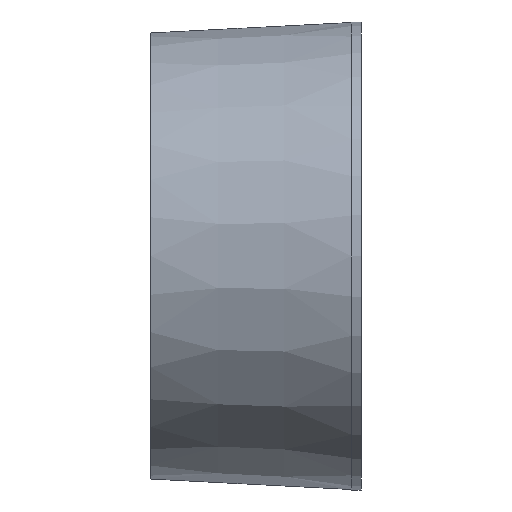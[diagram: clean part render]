
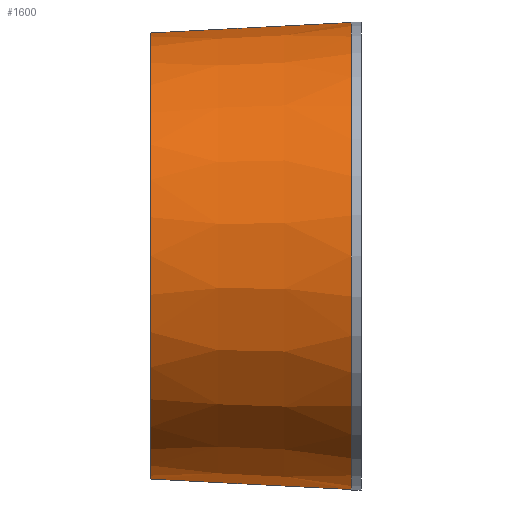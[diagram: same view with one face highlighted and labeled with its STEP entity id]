
A CAD part, left-side view. The second image highlights one B-rep face of the part: STEP entity #1600.
In plain terms, the highlighted conical face has half-angle 3 degrees and reference radius 45 mm.
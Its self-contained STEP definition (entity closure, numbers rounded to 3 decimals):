
#107 = ORIENTED_EDGE ( 'NONE', *, *, #1820, .F. ) ;
#148 = VERTEX_POINT ( 'NONE', #2200 ) ;
#158 = DIRECTION ( 'NONE',  ( 0., 0., 1. ) ) ;
#162 = LINE ( 'NONE', #800, #1949 ) ;
#313 = EDGE_LOOP ( 'NONE', ( #107, #1856, #2270, #1892 ) ) ;
#344 = FACE_OUTER_BOUND ( 'NONE', #313, .T. ) ;
#528 = CIRCLE ( 'NONE', #2359, 45. ) ;
#678 = DIRECTION ( 'NONE',  ( 0., 1., 0. ) ) ;
#800 = CARTESIAN_POINT ( 'NONE',  ( 0., 42.5, -45. ) ) ;
#985 = CARTESIAN_POINT ( 'NONE',  ( 0., 2., 0. ) ) ;
#1048 = VERTEX_POINT ( 'NONE', #2132 ) ;
#1131 = DIRECTION ( 'NONE',  ( 0., -0.999, 0.052 ) ) ;
#1142 = CARTESIAN_POINT ( 'NONE',  ( 0., 42.5, 0. ) ) ;
#1148 = DIRECTION ( 'NONE',  ( 0., -1., 0. ) ) ;
#1191 = EDGE_CURVE ( 'NONE', #1751, #1615, #162, .T. ) ;
#1210 = EDGE_CURVE ( 'NONE', #148, #1048, #1571, .T. ) ;
#1420 = CIRCLE ( 'NONE', #2361, 47.123 ) ;
#1513 = CARTESIAN_POINT ( 'NONE',  ( 0., 42.5, 0. ) ) ;
#1571 = LINE ( 'NONE', #2348, #2024 ) ;
#1600 = ADVANCED_FACE ( 'NONE', ( #344 ), #1832, .T. ) ;
#1615 = VERTEX_POINT ( 'NONE', #1626 ) ;
#1626 = CARTESIAN_POINT ( 'NONE',  ( 0., 2., -47.123 ) ) ;
#1751 = VERTEX_POINT ( 'NONE', #1865 ) ;
#1820 = EDGE_CURVE ( 'NONE', #1751, #148, #528, .T. ) ;
#1832 = CONICAL_SURFACE ( 'NONE', #2231, 45., 0.052 ) ;
#1856 = ORIENTED_EDGE ( 'NONE', *, *, #1191, .T. ) ;
#1865 = CARTESIAN_POINT ( 'NONE',  ( 0., 42.5, -45. ) ) ;
#1883 = DIRECTION ( 'NONE',  ( 0., 0., 1. ) ) ;
#1892 = ORIENTED_EDGE ( 'NONE', *, *, #1210, .F. ) ;
#1937 = DIRECTION ( 'NONE',  ( 0., -1., 0. ) ) ;
#1949 = VECTOR ( 'NONE', #2320, 1000. ) ;
#2024 = VECTOR ( 'NONE', #1131, 1000. ) ;
#2029 = EDGE_CURVE ( 'NONE', #1048, #1615, #1420, .T. ) ;
#2132 = CARTESIAN_POINT ( 'NONE',  ( 0., 2., 47.123 ) ) ;
#2200 = CARTESIAN_POINT ( 'NONE',  ( 0., 42.5, 45. ) ) ;
#2231 = AXIS2_PLACEMENT_3D ( 'NONE', #1142, #1937, #158 ) ;
#2270 = ORIENTED_EDGE ( 'NONE', *, *, #2029, .F. ) ;
#2320 = DIRECTION ( 'NONE',  ( 0., -0.999, -0.052 ) ) ;
#2348 = CARTESIAN_POINT ( 'NONE',  ( 0., 42.5, 45. ) ) ;
#2359 = AXIS2_PLACEMENT_3D ( 'NONE', #1513, #678, #1883 ) ;
#2361 = AXIS2_PLACEMENT_3D ( 'NONE', #985, #1148, #2563 ) ;
#2563 = DIRECTION ( 'NONE',  ( 0., 0., -1. ) ) ;
